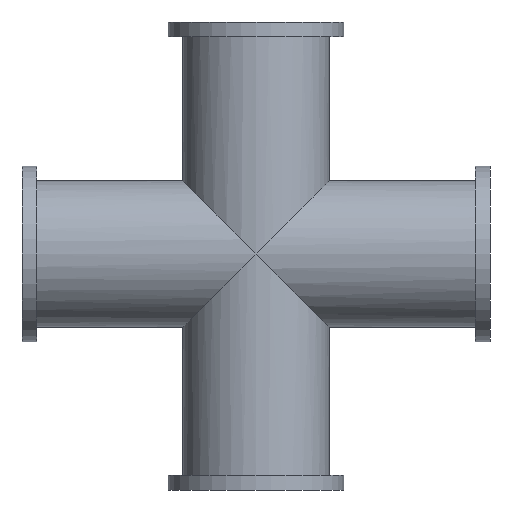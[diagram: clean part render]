
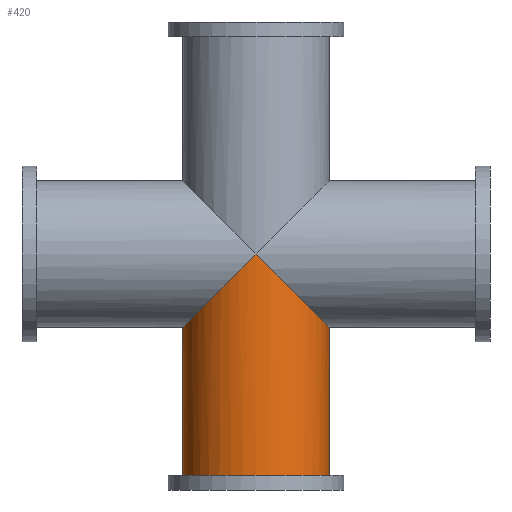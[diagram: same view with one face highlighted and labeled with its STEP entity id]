
A CAD part, front view. The second image highlights one B-rep face of the part: STEP entity #420.
In plain terms, the highlighted cylindrical face has radius 10 mm (diameter 20 mm), a partial arc.
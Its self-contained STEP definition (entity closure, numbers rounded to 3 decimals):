
#11 = CARTESIAN_POINT ( 'NONE',  ( -10., 0., 0. ) ) ;
#22 = VERTEX_POINT ( 'NONE', #678 ) ;
#47 =( BOUNDED_CURVE ( )  B_SPLINE_CURVE ( 3, ( #423, #79, #590, #586 ),
 .UNSPECIFIED., .F., .T. ) 
 B_SPLINE_CURVE_WITH_KNOTS ( ( 4, 4 ),
 ( 4.712, 6.283 ),
 .UNSPECIFIED. ) 
 CURVE ( )  GEOMETRIC_REPRESENTATION_ITEM ( )  RATIONAL_B_SPLINE_CURVE ( ( 1., 0.805, 0.805, 1. ) ) 
 REPRESENTATION_ITEM ( '' )  );
#54 = LINE ( 'NONE', #542, #517 ) ;
#68 = ORIENTED_EDGE ( 'NONE', *, *, #177, .F. ) ;
#74 = CARTESIAN_POINT ( 'NONE',  ( 0., -10., 30.271 ) ) ;
#79 = CARTESIAN_POINT ( 'NONE',  ( 5.858, -10., 24.414 ) ) ;
#92 = AXIS2_PLACEMENT_3D ( 'NONE', #231, #406, #241 ) ;
#97 = EDGE_CURVE ( 'NONE', #197, #571, #527, .T. ) ;
#107 = CARTESIAN_POINT ( 'NONE',  ( -10., 0., 20.271 ) ) ;
#109 = DIRECTION ( 'NONE',  ( -1., 0., 0. ) ) ;
#119 = ORIENTED_EDGE ( 'NONE', *, *, #600, .F. ) ;
#131 = LINE ( 'NONE', #467, #676 ) ;
#146 = EDGE_CURVE ( 'NONE', #521, #22, #131, .T. ) ;
#177 = EDGE_CURVE ( 'NONE', #571, #521, #47, .T. ) ;
#197 = VERTEX_POINT ( 'NONE', #107 ) ;
#228 = EDGE_CURVE ( 'NONE', #197, #674, #54, .T. ) ;
#231 = CARTESIAN_POINT ( 'NONE',  ( 0., 0., 0. ) ) ;
#241 = DIRECTION ( 'NONE',  ( -1., 0., 0. ) ) ;
#242 = EDGE_LOOP ( 'NONE', ( #597, #68, #574, #276, #119 ) ) ;
#276 = ORIENTED_EDGE ( 'NONE', *, *, #228, .T. ) ;
#287 = CARTESIAN_POINT ( 'NONE',  ( 0., 0., 60. ) ) ;
#306 = CARTESIAN_POINT ( 'NONE',  ( 0., -10., 30.271 ) ) ;
#311 = CARTESIAN_POINT ( 'NONE',  ( -10., -5.858, 20.271 ) ) ;
#406 = DIRECTION ( 'NONE',  ( 0., 0., -1. ) ) ;
#420 = ADVANCED_FACE ( 'NONE', ( #623 ), #613, .T. ) ;
#422 = AXIS2_PLACEMENT_3D ( 'NONE', #287, #619, #109 ) ;
#423 = CARTESIAN_POINT ( 'NONE',  ( 0., -10., 30.271 ) ) ;
#433 = CIRCLE ( 'NONE', #92, 10. ) ;
#467 = CARTESIAN_POINT ( 'NONE',  ( 10., 0., 60. ) ) ;
#474 = CARTESIAN_POINT ( 'NONE',  ( -10., 0., 20.271 ) ) ;
#517 = VECTOR ( 'NONE', #712, 1000. ) ;
#521 = VERTEX_POINT ( 'NONE', #608 ) ;
#527 =( BOUNDED_CURVE ( )  B_SPLINE_CURVE ( 3, ( #474, #311, #578, #306 ),
 .UNSPECIFIED., .F., .T. ) 
 B_SPLINE_CURVE_WITH_KNOTS ( ( 4, 4 ),
 ( 0., 1.571 ),
 .UNSPECIFIED. ) 
 CURVE ( )  GEOMETRIC_REPRESENTATION_ITEM ( )  RATIONAL_B_SPLINE_CURVE ( ( 1., 0.805, 0.805, 1. ) ) 
 REPRESENTATION_ITEM ( '' )  );
#542 = CARTESIAN_POINT ( 'NONE',  ( -10., 0., 60. ) ) ;
#571 = VERTEX_POINT ( 'NONE', #74 ) ;
#574 = ORIENTED_EDGE ( 'NONE', *, *, #97, .F. ) ;
#578 = CARTESIAN_POINT ( 'NONE',  ( -5.858, -10., 24.414 ) ) ;
#586 = CARTESIAN_POINT ( 'NONE',  ( 10., 0., 20.271 ) ) ;
#590 = CARTESIAN_POINT ( 'NONE',  ( 10., -5.858, 20.271 ) ) ;
#597 = ORIENTED_EDGE ( 'NONE', *, *, #146, .F. ) ;
#600 = EDGE_CURVE ( 'NONE', #22, #674, #433, .T. ) ;
#608 = CARTESIAN_POINT ( 'NONE',  ( 10., 0., 20.271 ) ) ;
#613 = CYLINDRICAL_SURFACE ( 'NONE', #422, 10. ) ;
#619 = DIRECTION ( 'NONE',  ( 0., 0., -1. ) ) ;
#623 = FACE_OUTER_BOUND ( 'NONE', #242, .T. ) ;
#647 = DIRECTION ( 'NONE',  ( 0., 0., -1. ) ) ;
#674 = VERTEX_POINT ( 'NONE', #11 ) ;
#676 = VECTOR ( 'NONE', #647, 1000. ) ;
#678 = CARTESIAN_POINT ( 'NONE',  ( 10., 0., 0. ) ) ;
#712 = DIRECTION ( 'NONE',  ( 0., 0., -1. ) ) ;
